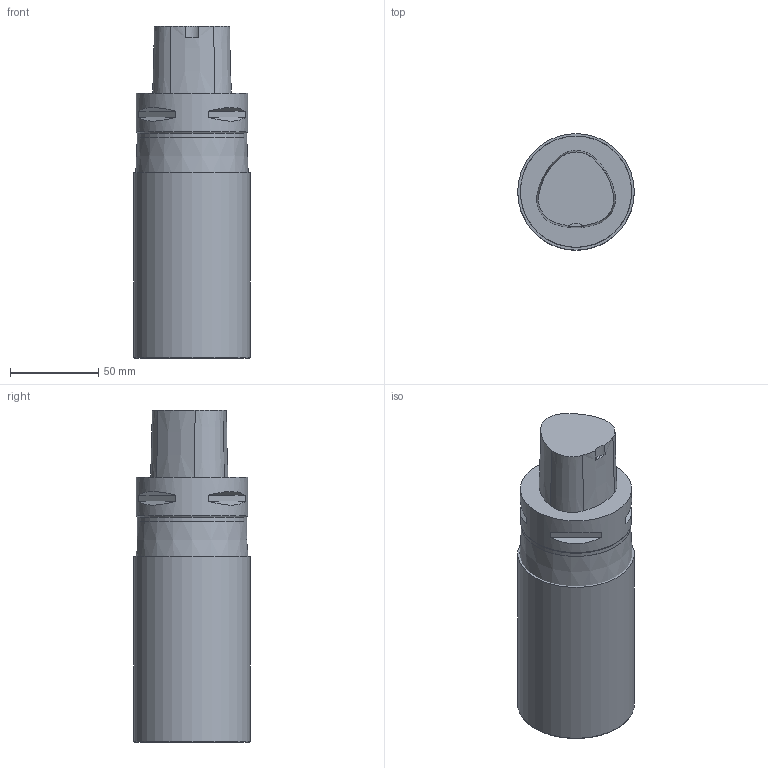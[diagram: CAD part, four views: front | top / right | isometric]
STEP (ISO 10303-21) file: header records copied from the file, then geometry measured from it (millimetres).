
FILE_DESCRIPTION(/* description */ ('3-D model version:1'),/* implementation_level */ '2;1');
FILE_NAME(/* name */ '690-066C6-10105H',/* time_stamp */ '2011-11-09T13:10:34+01:00',/* author */ ('CappDp'),/* organization */ ('AB Sandvik Coromant'),/* preprocessor_version */ 'ST-DEVELOPER v11',/* originating_system */ 'SIEMENS UGS NX 6.0',/* authorisation */ '');
FILE_SCHEMA (('AP203_CONFIGURATION_CONTROLLED_3D_DESIGN_OF_MECHANICAL_PARTS_AND_ASSEMBLIES_MIM_LF'));
Length unit declared in the file: millimetre
Products named in the file (1): 4705_1_3D
Bounding box: 66 x 66 x 188 mm (x, y, z)
Volume: 706880.5 mm3; surface area: 81831.6 mm2
Topology: 2 solids, 2 shells, 67 faces, 165 edges, 109 vertices
Faces by surface type: cone 36, plane 20, torus 6, cylinder 5
Full cylindrical faces by diameter (mm): 46 x1, 62 x1, 63 x1, 66 x1
Entity records: 1624 total; most frequent: DIRECTION 296, CARTESIAN_POINT 244, ORIENTED_EDGE 186, AXIS2_PLACEMENT_3D 137, EDGE_LOOP 116, FACE_BOUND 94, EDGE_CURVE 93, VERTEX_POINT 77
